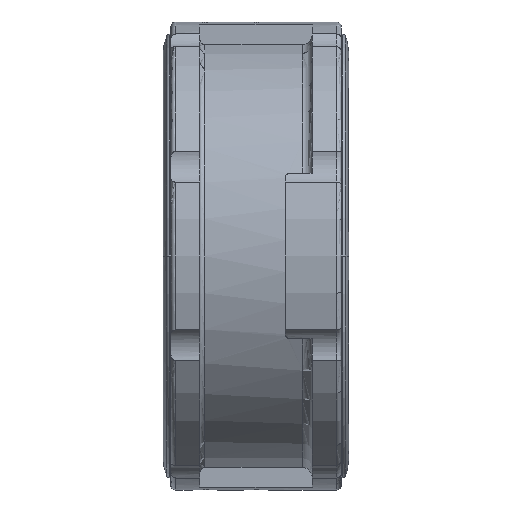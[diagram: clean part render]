
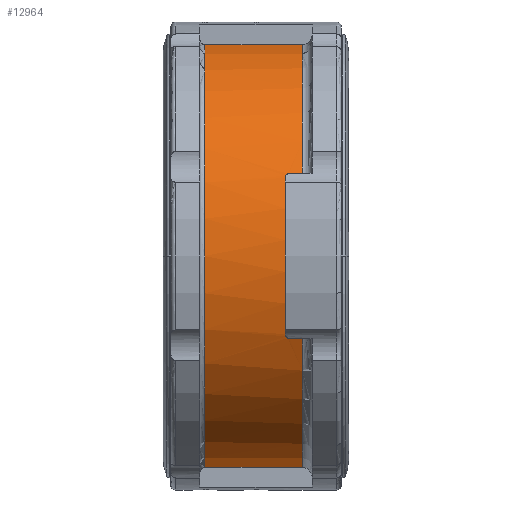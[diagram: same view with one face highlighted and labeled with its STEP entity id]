
A CAD part, left-side view. The second image highlights one B-rep face of the part: STEP entity #12964.
In plain terms, the highlighted cylindrical face has radius 88 mm (diameter 176 mm), a partial arc.
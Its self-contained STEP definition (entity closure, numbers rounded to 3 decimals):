
#5 = CARTESIAN_POINT ( 'NONE',  ( -15., -14., 86.712 ) ) ;
#41 = CARTESIAN_POINT ( 'NONE',  ( -81.976, -47., -32. ) ) ;
#55 = CARTESIAN_POINT ( 'NONE',  ( -81.976, -47., 32. ) ) ;
#59 = CARTESIAN_POINT ( 'NONE',  ( -81.166, -54., -34. ) ) ;
#62 = CARTESIAN_POINT ( 'NONE',  ( -15., -54., 86.712 ) ) ;
#66 = CARTESIAN_POINT ( 'NONE',  ( -81.166, -54., 34. ) ) ;
#119 = CARTESIAN_POINT ( 'NONE',  ( -15., -14., -86.712 ) ) ;
#121 = CARTESIAN_POINT ( 'NONE',  ( -81.166, -49., -34. ) ) ;
#161 = CARTESIAN_POINT ( 'NONE',  ( -81.166, -49., 34. ) ) ;
#434 = CARTESIAN_POINT ( 'NONE',  ( -15., -54., -86.712 ) ) ;
#12186 = EDGE_LOOP ( 'NONE', ( #29377, #29348, #29423, #29403, #29298, #29274, #29294, #29309, #29438, #29299 ) ) ;
#12504 = VERTEX_POINT ( 'NONE', #62 ) ;
#12519 = VERTEX_POINT ( 'NONE', #119 ) ;
#12520 = VERTEX_POINT ( 'NONE', #121 ) ;
#12587 = VERTEX_POINT ( 'NONE', #434 ) ;
#12597 = VERTEX_POINT ( 'NONE', #5 ) ;
#12625 = VERTEX_POINT ( 'NONE', #41 ) ;
#12634 = VERTEX_POINT ( 'NONE', #55 ) ;
#12637 = VERTEX_POINT ( 'NONE', #59 ) ;
#12642 = VERTEX_POINT ( 'NONE', #66 ) ;
#12705 = VERTEX_POINT ( 'NONE', #161 ) ;
#12964 = ADVANCED_FACE ( 'NONE', ( #15523 ), #15346, .T. ) ;
#15346 = CYLINDRICAL_SURFACE ( 'NONE', #15474, 88. ) ;
#15474 = AXIS2_PLACEMENT_3D ( 'NONE', #39769, #39768, #39767 ) ;
#15523 = FACE_OUTER_BOUND ( 'NONE', #12186, .T. ) ;
#15579 = DIRECTION ( 'NONE',  ( 0., -1., 0. ) ) ;
#15583 = CARTESIAN_POINT ( 'NONE',  ( -81.166, -47., 34. ) ) ;
#15589 = LINE ( 'NONE', #15583, #28834 ) ;
#16364 = DIRECTION ( 'NONE',  ( 0., 0., 1. ) ) ;
#16366 = DIRECTION ( 'NONE',  ( 0., -1., 0. ) ) ;
#16370 = CARTESIAN_POINT ( 'NONE',  ( 0., -47., 0. ) ) ;
#16434 = DIRECTION ( 'NONE',  ( 0., -1., 0. ) ) ;
#16440 = CARTESIAN_POINT ( 'NONE',  ( -81.166, -47., -34. ) ) ;
#16446 = LINE ( 'NONE', #16440, #28781 ) ;
#16696 = EDGE_CURVE ( 'NONE', #12520, #12637, #16446, .T. ) ;
#16703 = EDGE_CURVE ( 'NONE', #12634, #12625, #28495, .T. ) ;
#16744 = EDGE_CURVE ( 'NONE', #12705, #12642, #15589, .T. ) ;
#16799 = EDGE_CURVE ( 'NONE', #12597, #12519, #28456, .T. ) ;
#16801 = EDGE_CURVE ( 'NONE', #12520, #12625, #17415, .T. ) ;
#16813 = EDGE_CURVE ( 'NONE', #12642, #12504, #28449, .T. ) ;
#16820 = EDGE_CURVE ( 'NONE', #12597, #12504, #24697, .T. ) ;
#16823 = EDGE_CURVE ( 'NONE', #12587, #12637, #28444, .T. ) ;
#16837 = EDGE_CURVE ( 'NONE', #12587, #12519, #25149, .T. ) ;
#16919 = EDGE_CURVE ( 'NONE', #12634, #12705, #28077, .T. ) ;
#17415 = B_SPLINE_CURVE_WITH_KNOTS ( 'NONE', 3,
 ( #24160, #24155, #24250, #24240, #24260, #24256, #24234, #24229, #24289, #24287, #24301, #24294, #24278, #24277, #24274, #24270 ),
 .UNSPECIFIED., .F., .F.,
 ( 4, 2, 2, 2, 2, 2, 2, 4 ),
 ( 0., 0., 0.001, 0.002, 0.002, 0.002, 0.003, 0.003 ),
 .UNSPECIFIED. ) ;
#24155 = CARTESIAN_POINT ( 'NONE',  ( -81.166, -48.863, -34. ) ) ;
#24157 = CARTESIAN_POINT ( 'NONE',  ( -15., -71.472, 86.712 ) ) ;
#24160 = CARTESIAN_POINT ( 'NONE',  ( -81.166, -49., -34. ) ) ;
#24164 = DIRECTION ( 'NONE',  ( 0., 1., 0. ) ) ;
#24166 = DIRECTION ( 'NONE',  ( 0., -1., 0. ) ) ;
#24168 = DIRECTION ( 'NONE',  ( 0., 0., -1. ) ) ;
#24214 = CARTESIAN_POINT ( 'NONE',  ( 0., -54., 0. ) ) ;
#24229 = CARTESIAN_POINT ( 'NONE',  ( -81.458, -47.47, -33.295 ) ) ;
#24234 = CARTESIAN_POINT ( 'NONE',  ( -81.343, -47.741, -33.576 ) ) ;
#24240 = CARTESIAN_POINT ( 'NONE',  ( -81.195, -48.464, -33.931 ) ) ;
#24244 = CARTESIAN_POINT ( 'NONE',  ( -81.166, -49., 34. ) ) ;
#24246 = CARTESIAN_POINT ( 'NONE',  ( -81.166, -48.862, 34. ) ) ;
#24247 = CARTESIAN_POINT ( 'NONE',  ( -81.173, -48.725, 33.986 ) ) ;
#24250 = CARTESIAN_POINT ( 'NONE',  ( -81.172, -48.728, -33.986 ) ) ;
#24252 = CARTESIAN_POINT ( 'NONE',  ( -81.196, -48.459, 33.93 ) ) ;
#24254 = CARTESIAN_POINT ( 'NONE',  ( -81.213, -48.331, 33.89 ) ) ;
#24255 = CARTESIAN_POINT ( 'NONE',  ( -81.257, -48.085, 33.783 ) ) ;
#24256 = CARTESIAN_POINT ( 'NONE',  ( -81.279, -47.963, -33.731 ) ) ;
#24257 = CARTESIAN_POINT ( 'NONE',  ( -81.284, -47.966, 33.717 ) ) ;
#24260 = CARTESIAN_POINT ( 'NONE',  ( -81.212, -48.333, -33.89 ) ) ;
#24268 = CARTESIAN_POINT ( 'NONE',  ( -81.347, -47.75, 33.567 ) ) ;
#24270 = CARTESIAN_POINT ( 'NONE',  ( -81.976, -47., -32. ) ) ;
#24272 = CARTESIAN_POINT ( 'NONE',  ( -81.382, -47.651, 33.482 ) ) ;
#24274 = CARTESIAN_POINT ( 'NONE',  ( -81.926, -47., -32.128 ) ) ;
#24277 = CARTESIAN_POINT ( 'NONE',  ( -81.876, -47.012, -32.254 ) ) ;
#24278 = CARTESIAN_POINT ( 'NONE',  ( -81.778, -47.06, -32.503 ) ) ;
#24280 = CARTESIAN_POINT ( 'NONE',  ( -81.459, -47.469, 33.294 ) ) ;
#24281 = CARTESIAN_POINT ( 'NONE',  ( -81.501, -47.388, 33.191 ) ) ;
#24282 = CARTESIAN_POINT ( 'NONE',  ( -81.588, -47.249, 32.975 ) ) ;
#24286 = CARTESIAN_POINT ( 'NONE',  ( -81.634, -47.191, 32.862 ) ) ;
#24287 = CARTESIAN_POINT ( 'NONE',  ( -81.588, -47.249, -32.976 ) ) ;
#24289 = CARTESIAN_POINT ( 'NONE',  ( -81.5, -47.389, -33.192 ) ) ;
#24291 = CARTESIAN_POINT ( 'NONE',  ( -81.777, -47.048, 32.505 ) ) ;
#24292 = CARTESIAN_POINT ( 'NONE',  ( -81.876, -47., 32.256 ) ) ;
#24294 = CARTESIAN_POINT ( 'NONE',  ( -81.729, -47.096, -32.626 ) ) ;
#24301 = CARTESIAN_POINT ( 'NONE',  ( -81.634, -47.191, -32.862 ) ) ;
#24305 = CARTESIAN_POINT ( 'NONE',  ( -81.976, -47., 32. ) ) ;
#24453 = DIRECTION ( 'NONE',  ( 0., 0., -1. ) ) ;
#24460 = DIRECTION ( 'NONE',  ( 0., -1., 0. ) ) ;
#24697 = LINE ( 'NONE', #24157, #28916 ) ;
#24867 = CARTESIAN_POINT ( 'NONE',  ( 0., -14., 0. ) ) ;
#24959 = CARTESIAN_POINT ( 'NONE',  ( 0., -54., 0. ) ) ;
#24974 = DIRECTION ( 'NONE',  ( 0., 1., 0. ) ) ;
#24992 = DIRECTION ( 'NONE',  ( 0., 0., -1. ) ) ;
#25147 = DIRECTION ( 'NONE',  ( 0., 1., 0. ) ) ;
#25148 = CARTESIAN_POINT ( 'NONE',  ( -15., -71.472, -86.712 ) ) ;
#25149 = LINE ( 'NONE', #25148, #28941 ) ;
#28077 = B_SPLINE_CURVE_WITH_KNOTS ( 'NONE', 3,
 ( #24305, #24292, #24291, #24286, #24282, #24281, #24280, #24272, #24268, #24257, #24255, #24254, #24252, #24247, #24246, #24244 ),
 .UNSPECIFIED., .F., .F.,
 ( 4, 2, 2, 2, 2, 2, 2, 4 ),
 ( 0., 0.001, 0.001, 0.002, 0.002, 0.002, 0.003, 0.003 ),
 .UNSPECIFIED. ) ;
#28444 = CIRCLE ( 'NONE', #28917, 88. ) ;
#28449 = CIRCLE ( 'NONE', #28899, 88. ) ;
#28456 = CIRCLE ( 'NONE', #28886, 88. ) ;
#28495 = CIRCLE ( 'NONE', #28787, 88. ) ;
#28781 = VECTOR ( 'NONE', #16434, 1000. ) ;
#28787 = AXIS2_PLACEMENT_3D ( 'NONE', #16370, #16366, #16364 ) ;
#28834 = VECTOR ( 'NONE', #15579, 1000. ) ;
#28886 = AXIS2_PLACEMENT_3D ( 'NONE', #24867, #24460, #24453 ) ;
#28899 = AXIS2_PLACEMENT_3D ( 'NONE', #24959, #24974, #24992 ) ;
#28916 = VECTOR ( 'NONE', #24166, 1000. ) ;
#28917 = AXIS2_PLACEMENT_3D ( 'NONE', #24214, #24164, #24168 ) ;
#28941 = VECTOR ( 'NONE', #25147, 1000. ) ;
#29274 = ORIENTED_EDGE ( 'NONE', *, *, #16799, .T. ) ;
#29294 = ORIENTED_EDGE ( 'NONE', *, *, #16837, .F. ) ;
#29298 = ORIENTED_EDGE ( 'NONE', *, *, #16820, .F. ) ;
#29299 = ORIENTED_EDGE ( 'NONE', *, *, #16801, .T. ) ;
#29309 = ORIENTED_EDGE ( 'NONE', *, *, #16823, .T. ) ;
#29348 = ORIENTED_EDGE ( 'NONE', *, *, #16919, .T. ) ;
#29377 = ORIENTED_EDGE ( 'NONE', *, *, #16703, .F. ) ;
#29403 = ORIENTED_EDGE ( 'NONE', *, *, #16813, .T. ) ;
#29423 = ORIENTED_EDGE ( 'NONE', *, *, #16744, .T. ) ;
#29438 = ORIENTED_EDGE ( 'NONE', *, *, #16696, .F. ) ;
#39767 = DIRECTION ( 'NONE',  ( 0., 0., -1. ) ) ;
#39768 = DIRECTION ( 'NONE',  ( 0., -1., 0. ) ) ;
#39769 = CARTESIAN_POINT ( 'NONE',  ( 0., -71.472, 0. ) ) ;
